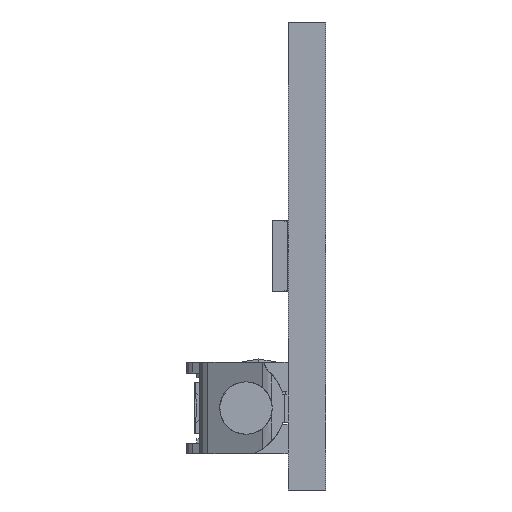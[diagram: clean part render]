
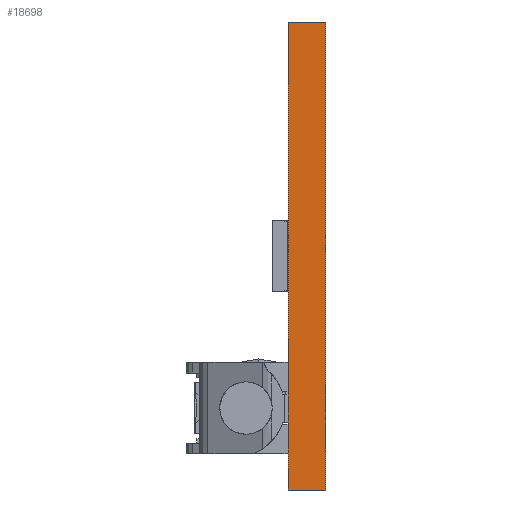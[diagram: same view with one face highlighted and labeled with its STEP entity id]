
A CAD part, left-side view. The second image highlights one B-rep face of the part: STEP entity #18698.
In plain terms, the highlighted planar face has unit normal (-1, 0, 0).
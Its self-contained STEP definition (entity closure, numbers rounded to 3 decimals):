
#49 = EDGE_CURVE ( 'NONE', #24978, #12591, #67373, .T. ) ;
#2822 = CARTESIAN_POINT ( 'NONE',  ( 0., -1.6, 0. ) ) ;
#2861 = DIRECTION ( 'NONE',  ( 1., 0., 0. ) ) ;
#3077 = LINE ( 'NONE', #25546, #23965 ) ;
#5123 = ORIENTED_EDGE ( 'NONE', *, *, #49, .T. ) ;
#9278 = EDGE_LOOP ( 'NONE', ( #41999, #31877, #26155, #5123 ) ) ;
#12591 = VERTEX_POINT ( 'NONE', #19097 ) ;
#18698 = ADVANCED_FACE ( 'NONE', ( #61319 ), #57549, .F. ) ;
#19097 = CARTESIAN_POINT ( 'NONE',  ( 0., 0., 10. ) ) ;
#19686 = CARTESIAN_POINT ( 'NONE',  ( 0., -1.6, -10. ) ) ;
#23965 = VECTOR ( 'NONE', #71913, 1000. ) ;
#24978 = VERTEX_POINT ( 'NONE', #64651 ) ;
#25120 = CARTESIAN_POINT ( 'NONE',  ( 0., -1.6, 10. ) ) ;
#25546 = CARTESIAN_POINT ( 'NONE',  ( 0., 0., 0. ) ) ;
#26155 = ORIENTED_EDGE ( 'NONE', *, *, #89402, .F. ) ;
#26552 = DIRECTION ( 'NONE',  ( 0., 0., -1. ) ) ;
#31877 = ORIENTED_EDGE ( 'NONE', *, *, #79380, .F. ) ;
#33084 = DIRECTION ( 'NONE',  ( 0., 1., 0. ) ) ;
#39921 = AXIS2_PLACEMENT_3D ( 'NONE', #89080, #2861, #57904 ) ;
#41871 = VERTEX_POINT ( 'NONE', #52129 ) ;
#41999 = ORIENTED_EDGE ( 'NONE', *, *, #89274, .T. ) ;
#45197 = CARTESIAN_POINT ( 'NONE',  ( 0., 0., -10. ) ) ;
#46504 = VECTOR ( 'NONE', #33084, 1000. ) ;
#49922 = VECTOR ( 'NONE', #97987, 1000. ) ;
#52129 = CARTESIAN_POINT ( 'NONE',  ( 0., -1.6, -10. ) ) ;
#52422 = LINE ( 'NONE', #19686, #49922 ) ;
#54723 = VECTOR ( 'NONE', #26552, 1000. ) ;
#57549 = PLANE ( 'NONE',  #39921 ) ;
#57904 = DIRECTION ( 'NONE',  ( 0., 0., -1. ) ) ;
#61319 = FACE_OUTER_BOUND ( 'NONE', #9278, .T. ) ;
#63614 = VERTEX_POINT ( 'NONE', #45197 ) ;
#64651 = CARTESIAN_POINT ( 'NONE',  ( 0., -1.6, 10. ) ) ;
#67373 = LINE ( 'NONE', #25120, #46504 ) ;
#71913 = DIRECTION ( 'NONE',  ( 0., 0., -1. ) ) ;
#75556 = LINE ( 'NONE', #2822, #54723 ) ;
#79380 = EDGE_CURVE ( 'NONE', #41871, #63614, #52422, .T. ) ;
#89080 = CARTESIAN_POINT ( 'NONE',  ( 0., -1.6, 0. ) ) ;
#89274 = EDGE_CURVE ( 'NONE', #12591, #63614, #3077, .T. ) ;
#89402 = EDGE_CURVE ( 'NONE', #24978, #41871, #75556, .T. ) ;
#97987 = DIRECTION ( 'NONE',  ( 0., 1., 0. ) ) ;
